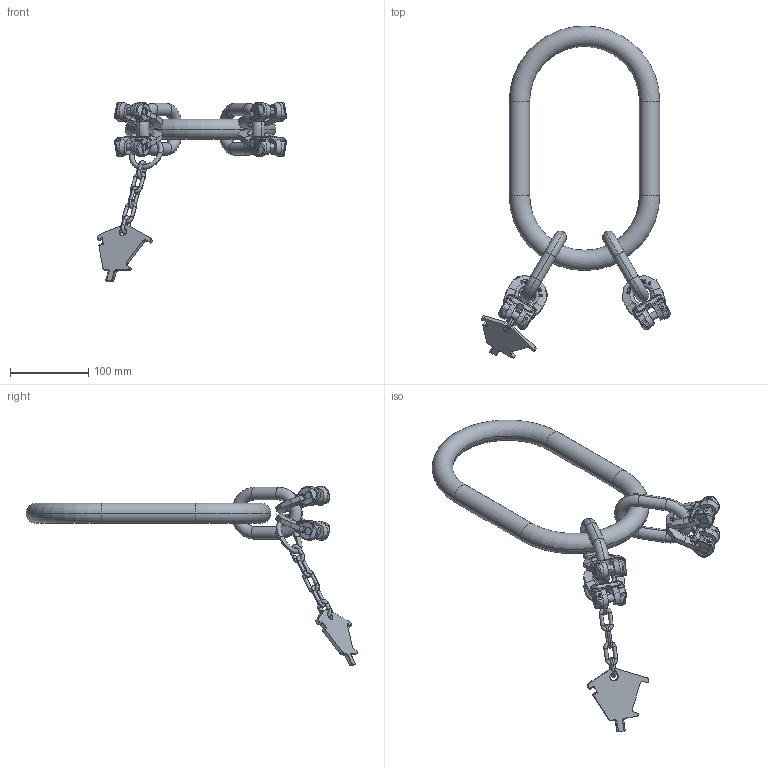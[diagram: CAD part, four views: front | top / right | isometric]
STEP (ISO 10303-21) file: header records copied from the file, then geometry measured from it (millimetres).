
FILE_DESCRIPTION((''),'2;1');
FILE_NAME('001-M31314-P-2_ASM','2014-10-24T',('Andreas.Wendler'),(''),'PRO/ENGINEER BY PARAMETRIC TECHNOLOGY CORPORATION, 2010140','PRO/ENGINEER BY PARAMETRIC TECHNOLOGY CORPORATION, 2010140','');
FILE_SCHEMA(('CONFIG_CONTROL_DESIGN'));
Length unit declared in the file: millimetre
Products named in the file (21): 001-M31566-P-3; 001-M34472-P-2; 001-M31128-V01; 001-M31557-P-1; 001-M31129-P-1; 001-M33743-001; 001-M31130-003_ASM; 001-M31557-P-1_ASM; 001-M31490-P-3; 001-M34473-P-2_ASM; 001-M31128-V01_AF0; 001-M31557-P-1_AF1; 001-M31129-P-1_AF0; 001-M33743-001_AF2; 001-M33743-001_AF1; 001-M33743-001_AF0; 001-M31130-003_AF0_ASM; 001-M31129-P-1_AF1; 001-M31557-P-1_AF0_ASM; 001-M34473-P-2_AF0_ASM; 001-M31314-P-2_ASM
Assembly tree (27 placements, depth 5):
  001-M31314-P-2_ASM
    001-M31566-P-3
    001-M34473-P-2_ASM
      001-M34472-P-2
      001-M31128-V01
      001-M31557-P-1_ASM
        001-M31557-P-1
        001-M31129-P-1  x2
        001-M31130-003_ASM
          001-M33743-001  x3
      001-M31490-P-3  x2
    001-M34473-P-2_AF0_ASM
      001-M34472-P-2
      001-M31128-V01_AF0
      001-M31557-P-1_AF0_ASM
        001-M31557-P-1_AF1
        001-M31129-P-1_AF0
        001-M31130-003_AF0_ASM
          001-M33743-001_AF2
          001-M33743-001_AF1
          001-M33743-001_AF0
        001-M31129-P-1_AF1
      001-M31490-P-3  x2
Bounding box: 241.2 x 423.18 x 228.97 mm (x, y, z)
Volume: 629073.8 mm3; surface area: 133075 mm2
Topology: 14 solids, 14 shells, 1904 faces, 4984 edges, 3142 vertices
Faces by surface type: plane 1085, cylinder 371, bspline 288, torus 92, cone 68
Entity records: 20597 total; most frequent: CARTESIAN_POINT 8026, ORIENTED_EDGE 2832, DIRECTION 2161, EDGE_CURVE 1416, VERTEX_POINT 892, AXIS2_PLACEMENT_3D 818, B_SPLINE_CURVE_WITH_KNOTS 615, EDGE_LOOP 560
